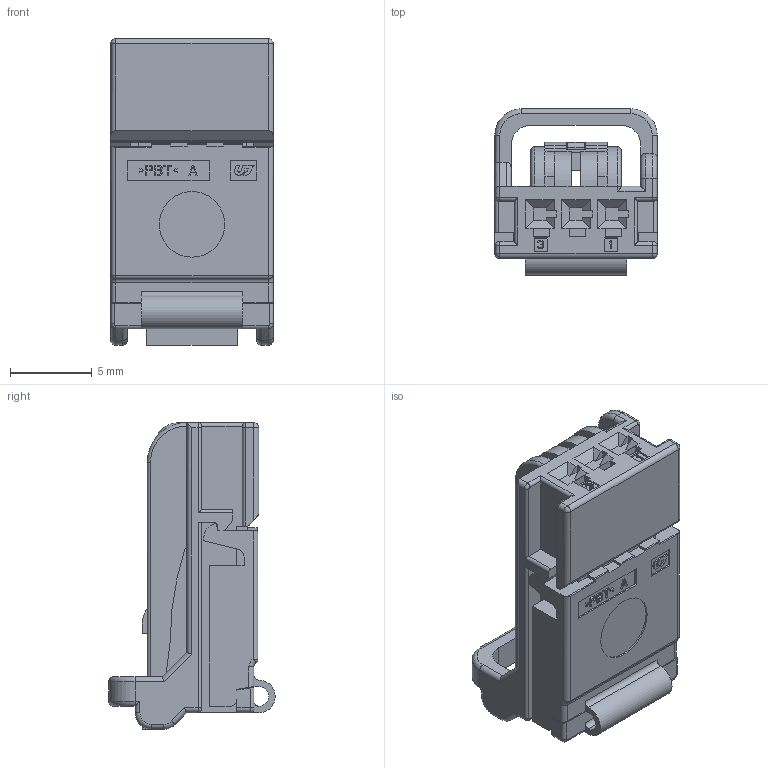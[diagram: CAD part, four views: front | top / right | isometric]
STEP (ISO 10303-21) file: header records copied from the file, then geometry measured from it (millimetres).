
FILE_DESCRIPTION((''),'2;1');
FILE_NAME('025_D_3F_HSG_A_2ND_LOCK','2023-01-04T14:09:20',('jhryu'),(''),'CREO PARAMETRIC BY PTC INC, 2017380','CREO PARAMETRIC BY PTC INC, 2017380','');
FILE_SCHEMA(('CONFIG_CONTROL_DESIGN'));
Length unit declared in the file: millimetre
Products named in the file (1): 025_D_3F_HSG_A_2ND_LOCK
Bounding box: 9.9 x 10.15 x 18.7 mm (x, y, z)
Volume: 887.6 mm3; surface area: 1286 mm2
Topology: 1 solids, 1 shells, 596 faces, 1645 edges, 1061 vertices
Faces by surface type: plane 425, cylinder 141, torus 18, bspline 10, sphere 2
Entity records: 19062 total; most frequent: CARTESIAN_POINT 3767, ORIENTED_EDGE 3290, DIRECTION 3009, EDGE_CURVE 1645, VECTOR 1345, LINE 1345, VERTEX_POINT 1061, AXIS2_PLACEMENT_3D 832
